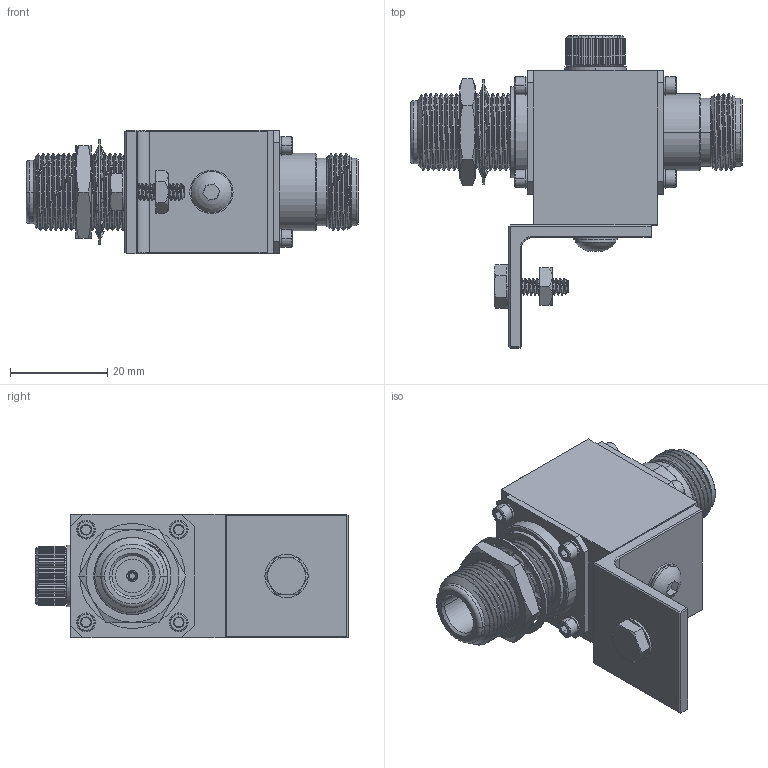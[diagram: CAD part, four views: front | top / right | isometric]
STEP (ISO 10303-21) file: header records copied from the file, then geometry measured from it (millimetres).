
FILE_DESCRIPTION (( 'STEP AP203' ), '1' );
FILE_NAME ('PE7301-4.step', '2018-07-23T15:19:28', ( '' ), ( '' ), 'SwSTEP 2.0', 'SolidWorks 2017', '' );
FILE_SCHEMA (( 'CONFIG_CONTROL_DESIGN' ));
Length unit declared in the file: inch
Products named in the file (1): PE7301-4
Bounding box: 68.22 x 64.14 x 25.4 mm (x, y, z)
Volume: 33818.6 mm3; surface area: 12570.9 mm2
Topology: 3 solids, 4 shells, 798 faces, 2049 edges, 1309 vertices
Faces by surface type: plane 330, cylinder 256, cone 154, bspline 55, torus 2, sphere 1
Entity records: 32913 total; most frequent: CARTESIAN_POINT 14843, ORIENTED_EDGE 4094, DIRECTION 3345, EDGE_CURVE 2047, VERTEX_POINT 1308, AXIS2_PLACEMENT_3D 1262, EDGE_LOOP 853, LINE 821
